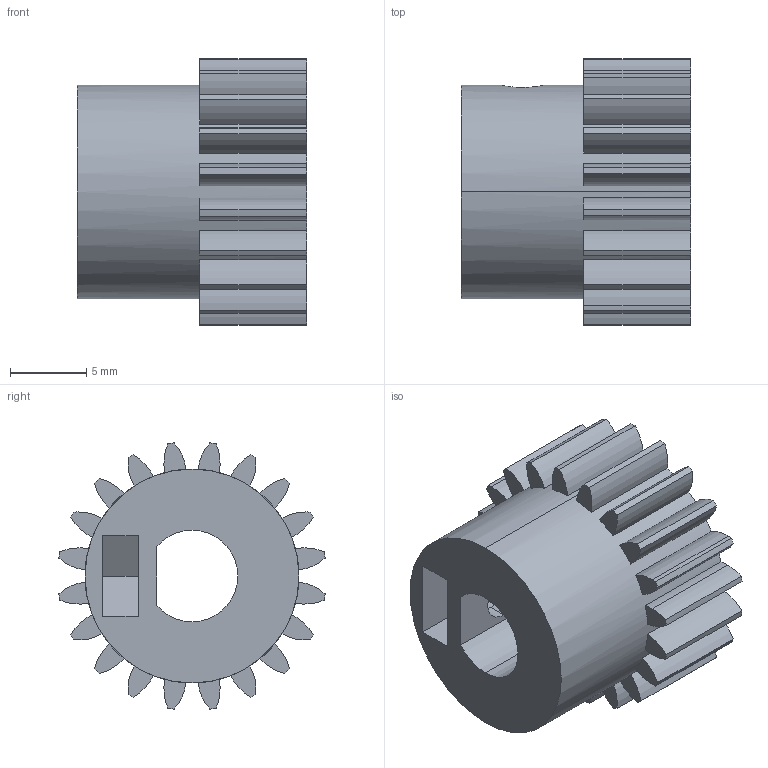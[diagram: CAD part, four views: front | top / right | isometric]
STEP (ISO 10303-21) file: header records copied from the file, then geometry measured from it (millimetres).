
FILE_DESCRIPTION (( 'STEP AP203' ), '1' );
FILE_NAME ('gear_ver1.STEP', '2025-08-20T20:42:33', ( '' ), ( '' ), 'SwSTEP 2.0', 'SolidWorks 2025', '' );
FILE_SCHEMA (( 'CONFIG_CONTROL_DESIGN' ));
Length unit declared in the file: millimetre
Products named in the file (2): spur gear_am_Metric - Spur gear 0.8M 20T 20PA 7FW ---S20O75H15L1N; gear_ver1
Assembly tree (1 placements, depth 2):
  gear_ver1
    spur gear_am_Metric - Spur gear 0.8M 20T 20PA 7FW ---S20O75H15L1N
Bounding box: 15 x 17.44 x 17.44 mm (x, y, z)
Volume: 2098.1 mm3; surface area: 1761.4 mm2
Topology: 1 solids, 1 shells, 106 faces, 309 edges, 206 vertices
Faces by surface type: cylinder 73, plane 33
Entity records: 3869 total; most frequent: DIRECTION 711, CARTESIAN_POINT 673, ORIENTED_EDGE 618, EDGE_CURVE 309, AXIS2_PLACEMENT_3D 294, VERTEX_POINT 206, CIRCLE 184, VECTOR 123
